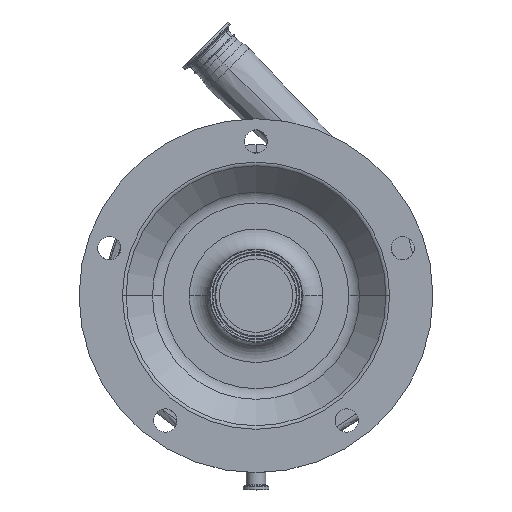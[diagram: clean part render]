
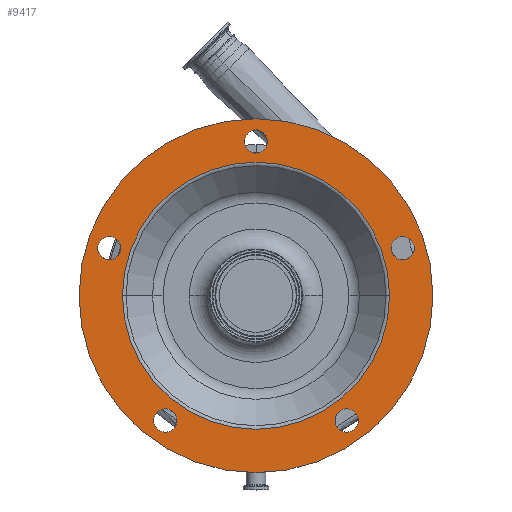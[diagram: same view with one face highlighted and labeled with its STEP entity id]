
A CAD part, top view. The second image highlights one B-rep face of the part: STEP entity #9417.
In plain terms, the highlighted planar face has unit normal (0, 0, 1).
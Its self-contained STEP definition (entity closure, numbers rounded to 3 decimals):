
#31 = CIRCLE ( 'NONE', #7298, 11.5 ) ;
#139 = VERTEX_POINT ( 'NONE', #8046 ) ;
#148 = ORIENTED_EDGE ( 'NONE', *, *, #10195, .F. ) ;
#162 = ORIENTED_EDGE ( 'NONE', *, *, #6572, .F. ) ;
#163 = ORIENTED_EDGE ( 'NONE', *, *, #12036, .F. ) ;
#337 = DIRECTION ( 'NONE',  ( 0., 0., 1. ) ) ;
#459 = EDGE_CURVE ( 'NONE', #11237, #1261, #4319, .T. ) ;
#526 = AXIS2_PLACEMENT_3D ( 'NONE', #10612, #8787, #7694 ) ;
#534 = CARTESIAN_POINT ( 'NONE',  ( 0., 0., 266.5 ) ) ;
#622 = ORIENTED_EDGE ( 'NONE', *, *, #6515, .F. ) ;
#688 = CIRCLE ( 'NONE', #11712, 11.5 ) ;
#802 = CIRCLE ( 'NONE', #10574, 132.071 ) ;
#826 = CARTESIAN_POINT ( 'NONE',  ( -101.137, -123.375, 266.5 ) ) ;
#879 = DIRECTION ( 'NONE',  ( 0., 0., 1. ) ) ;
#903 = VERTEX_POINT ( 'NONE', #8970 ) ;
#999 = EDGE_CURVE ( 'NONE', #8465, #2481, #9981, .T. ) ;
#1131 = CIRCLE ( 'NONE', #7797, 175. ) ;
#1247 = EDGE_LOOP ( 'NONE', ( #622, #162 ) ) ;
#1261 = VERTEX_POINT ( 'NONE', #6209 ) ;
#1301 = DIRECTION ( 'NONE',  ( 1., 0., 0. ) ) ;
#1559 = DIRECTION ( 'NONE',  ( -1., 0., 0. ) ) ;
#1651 = EDGE_LOOP ( 'NONE', ( #11662, #148 ) ) ;
#2084 = EDGE_CURVE ( 'NONE', #6423, #4439, #8864, .T. ) ;
#2197 = CARTESIAN_POINT ( 'NONE',  ( 0., 0., 266.5 ) ) ;
#2411 = CARTESIAN_POINT ( 'NONE',  ( 145.036, 47.125, 266.5 ) ) ;
#2478 = CIRCLE ( 'NONE', #7485, 11.5 ) ;
#2481 = VERTEX_POINT ( 'NONE', #11848 ) ;
#2510 = VERTEX_POINT ( 'NONE', #5998 ) ;
#2542 = FACE_BOUND ( 'NONE', #11549, .T. ) ;
#2693 = CARTESIAN_POINT ( 'NONE',  ( 89.637, -123.375, 266.5 ) ) ;
#2716 = EDGE_LOOP ( 'NONE', ( #4885, #2947 ) ) ;
#2742 = VERTEX_POINT ( 'NONE', #11760 ) ;
#2846 = DIRECTION ( 'NONE',  ( 0., 0., 1. ) ) ;
#2894 = CARTESIAN_POINT ( 'NONE',  ( 175., 0., 266.5 ) ) ;
#2895 = AXIS2_PLACEMENT_3D ( 'NONE', #11658, #4428, #8396 ) ;
#2947 = ORIENTED_EDGE ( 'NONE', *, *, #11376, .F. ) ;
#3125 = CIRCLE ( 'NONE', #3515, 11.5 ) ;
#3299 = DIRECTION ( 'NONE',  ( 1., 0., 0. ) ) ;
#3515 = AXIS2_PLACEMENT_3D ( 'NONE', #4340, #8071, #3299 ) ;
#3527 = DIRECTION ( 'NONE',  ( 0., 0., -1. ) ) ;
#3599 = CARTESIAN_POINT ( 'NONE',  ( -89.637, -123.375, 266.5 ) ) ;
#3718 = PLANE ( 'NONE',  #2895 ) ;
#3824 = CARTESIAN_POINT ( 'NONE',  ( 156.536, 47.125, 266.5 ) ) ;
#4067 = VERTEX_POINT ( 'NONE', #6891 ) ;
#4257 = DIRECTION ( 'NONE',  ( 1., 0., 0. ) ) ;
#4319 = CIRCLE ( 'NONE', #6620, 11.5 ) ;
#4340 = CARTESIAN_POINT ( 'NONE',  ( 0., 152.5, 266.5 ) ) ;
#4395 = DIRECTION ( 'NONE',  ( 1., 0., 0. ) ) ;
#4428 = DIRECTION ( 'NONE',  ( 0., 0., -1. ) ) ;
#4434 = DIRECTION ( 'NONE',  ( 0., 0., 1. ) ) ;
#4439 = VERTEX_POINT ( 'NONE', #826 ) ;
#4451 = DIRECTION ( 'NONE',  ( 1., 0., 0. ) ) ;
#4555 = AXIS2_PLACEMENT_3D ( 'NONE', #7499, #6512, #1559 ) ;
#4862 = DIRECTION ( 'NONE',  ( -1., 0., 0. ) ) ;
#4885 = ORIENTED_EDGE ( 'NONE', *, *, #459, .F. ) ;
#5068 = EDGE_CURVE ( 'NONE', #4067, #7900, #31, .T. ) ;
#5176 = VERTEX_POINT ( 'NONE', #12505 ) ;
#5998 = CARTESIAN_POINT ( 'NONE',  ( 101.137, -123.375, 266.5 ) ) ;
#6075 = ORIENTED_EDGE ( 'NONE', *, *, #7066, .F. ) ;
#6114 = CIRCLE ( 'NONE', #11931, 11.5 ) ;
#6209 = CARTESIAN_POINT ( 'NONE',  ( 133.536, 47.125, 266.5 ) ) ;
#6281 = CARTESIAN_POINT ( 'NONE',  ( -78.137, -123.375, 266.5 ) ) ;
#6283 = DIRECTION ( 'NONE',  ( 1., 0., 0. ) ) ;
#6373 = EDGE_LOOP ( 'NONE', ( #8665, #7839 ) ) ;
#6423 = VERTEX_POINT ( 'NONE', #6281 ) ;
#6439 = CIRCLE ( 'NONE', #12475, 11.5 ) ;
#6454 = FACE_OUTER_BOUND ( 'NONE', #6464, .T. ) ;
#6464 = EDGE_LOOP ( 'NONE', ( #7930, #6075 ) ) ;
#6512 = DIRECTION ( 'NONE',  ( 0., 0., -1. ) ) ;
#6515 = EDGE_CURVE ( 'NONE', #2510, #903, #688, .T. ) ;
#6538 = VERTEX_POINT ( 'NONE', #2894 ) ;
#6572 = EDGE_CURVE ( 'NONE', #903, #2510, #6114, .T. ) ;
#6580 = FACE_BOUND ( 'NONE', #7569, .T. ) ;
#6603 = CARTESIAN_POINT ( 'NONE',  ( 89.637, -123.375, 266.5 ) ) ;
#6620 = AXIS2_PLACEMENT_3D ( 'NONE', #2411, #4434, #1301 ) ;
#6866 = DIRECTION ( 'NONE',  ( 0., 0., 1. ) ) ;
#6869 = ORIENTED_EDGE ( 'NONE', *, *, #8938, .T. ) ;
#6891 = CARTESIAN_POINT ( 'NONE',  ( 11.5, 152.5, 266.5 ) ) ;
#7066 = EDGE_CURVE ( 'NONE', #6538, #2742, #1131, .T. ) ;
#7298 = AXIS2_PLACEMENT_3D ( 'NONE', #12263, #337, #4257 ) ;
#7485 = AXIS2_PLACEMENT_3D ( 'NONE', #7871, #2846, #10592 ) ;
#7499 = CARTESIAN_POINT ( 'NONE',  ( 0., 0., 266.5 ) ) ;
#7517 = DIRECTION ( 'NONE',  ( -1., 0., 0. ) ) ;
#7569 = EDGE_LOOP ( 'NONE', ( #6869, #11023 ) ) ;
#7694 = DIRECTION ( 'NONE',  ( 1., 0., 0. ) ) ;
#7696 = FACE_BOUND ( 'NONE', #1247, .T. ) ;
#7797 = AXIS2_PLACEMENT_3D ( 'NONE', #10766, #11747, #4862 ) ;
#7839 = ORIENTED_EDGE ( 'NONE', *, *, #999, .F. ) ;
#7843 = AXIS2_PLACEMENT_3D ( 'NONE', #3599, #9388, #4451 ) ;
#7871 = CARTESIAN_POINT ( 'NONE',  ( -145.036, 47.125, 266.5 ) ) ;
#7900 = VERTEX_POINT ( 'NONE', #12577 ) ;
#7930 = ORIENTED_EDGE ( 'NONE', *, *, #9436, .F. ) ;
#8046 = CARTESIAN_POINT ( 'NONE',  ( -132.071, 0., 266.5 ) ) ;
#8071 = DIRECTION ( 'NONE',  ( 0., 0., 1. ) ) ;
#8191 = DIRECTION ( 'NONE',  ( -1., 0., 0. ) ) ;
#8396 = DIRECTION ( 'NONE',  ( -1., 0., 0. ) ) ;
#8465 = VERTEX_POINT ( 'NONE', #12301 ) ;
#8665 = ORIENTED_EDGE ( 'NONE', *, *, #11199, .F. ) ;
#8748 = DIRECTION ( 'NONE',  ( 1., 0., 0. ) ) ;
#8787 = DIRECTION ( 'NONE',  ( 0., 0., 1. ) ) ;
#8813 = DIRECTION ( 'NONE',  ( 1., 0., 0. ) ) ;
#8864 = CIRCLE ( 'NONE', #526, 11.5 ) ;
#8938 = EDGE_CURVE ( 'NONE', #139, #5176, #802, .T. ) ;
#8970 = CARTESIAN_POINT ( 'NONE',  ( 78.137, -123.375, 266.5 ) ) ;
#9205 = DIRECTION ( 'NONE',  ( 0., 0., 1. ) ) ;
#9388 = DIRECTION ( 'NONE',  ( 0., 0., 1. ) ) ;
#9417 = ADVANCED_FACE ( 'NONE', ( #10411, #2542, #7696, #12644, #6580, #6454, #10547 ), #3718, .F. ) ;
#9436 = EDGE_CURVE ( 'NONE', #2742, #6538, #11005, .T. ) ;
#9702 = AXIS2_PLACEMENT_3D ( 'NONE', #534, #3527, #7517 ) ;
#9981 = CIRCLE ( 'NONE', #11403, 11.5 ) ;
#10195 = EDGE_CURVE ( 'NONE', #7900, #4067, #3125, .T. ) ;
#10268 = DIRECTION ( 'NONE',  ( 0., 0., -1. ) ) ;
#10411 = FACE_BOUND ( 'NONE', #6373, .T. ) ;
#10547 = FACE_BOUND ( 'NONE', #1651, .T. ) ;
#10574 = AXIS2_PLACEMENT_3D ( 'NONE', #2197, #10268, #8191 ) ;
#10592 = DIRECTION ( 'NONE',  ( 1., 0., 0. ) ) ;
#10612 = CARTESIAN_POINT ( 'NONE',  ( -89.637, -123.375, 266.5 ) ) ;
#10731 = CIRCLE ( 'NONE', #7843, 11.5 ) ;
#10766 = CARTESIAN_POINT ( 'NONE',  ( 0., 0., 266.5 ) ) ;
#11005 = CIRCLE ( 'NONE', #4555, 175. ) ;
#11023 = ORIENTED_EDGE ( 'NONE', *, *, #12089, .T. ) ;
#11199 = EDGE_CURVE ( 'NONE', #2481, #8465, #2478, .T. ) ;
#11237 = VERTEX_POINT ( 'NONE', #3824 ) ;
#11282 = CARTESIAN_POINT ( 'NONE',  ( -145.036, 47.125, 266.5 ) ) ;
#11376 = EDGE_CURVE ( 'NONE', #1261, #11237, #6439, .T. ) ;
#11403 = AXIS2_PLACEMENT_3D ( 'NONE', #11282, #9205, #6283 ) ;
#11549 = EDGE_LOOP ( 'NONE', ( #12731, #163 ) ) ;
#11658 = CARTESIAN_POINT ( 'NONE',  ( 0., 175., 266.5 ) ) ;
#11662 = ORIENTED_EDGE ( 'NONE', *, *, #5068, .F. ) ;
#11712 = AXIS2_PLACEMENT_3D ( 'NONE', #6603, #879, #8813 ) ;
#11747 = DIRECTION ( 'NONE',  ( 0., 0., -1. ) ) ;
#11760 = CARTESIAN_POINT ( 'NONE',  ( -175., 0., 266.5 ) ) ;
#11848 = CARTESIAN_POINT ( 'NONE',  ( -133.536, 47.125, 266.5 ) ) ;
#11931 = AXIS2_PLACEMENT_3D ( 'NONE', #2693, #6866, #8748 ) ;
#12036 = EDGE_CURVE ( 'NONE', #4439, #6423, #10731, .T. ) ;
#12089 = EDGE_CURVE ( 'NONE', #5176, #139, #12605, .T. ) ;
#12151 = CARTESIAN_POINT ( 'NONE',  ( 145.036, 47.125, 266.5 ) ) ;
#12263 = CARTESIAN_POINT ( 'NONE',  ( 0., 152.5, 266.5 ) ) ;
#12301 = CARTESIAN_POINT ( 'NONE',  ( -156.536, 47.125, 266.5 ) ) ;
#12475 = AXIS2_PLACEMENT_3D ( 'NONE', #12151, #12890, #4395 ) ;
#12505 = CARTESIAN_POINT ( 'NONE',  ( 132.071, 0., 266.5 ) ) ;
#12577 = CARTESIAN_POINT ( 'NONE',  ( -11.5, 152.5, 266.5 ) ) ;
#12605 = CIRCLE ( 'NONE', #9702, 132.071 ) ;
#12644 = FACE_BOUND ( 'NONE', #2716, .T. ) ;
#12731 = ORIENTED_EDGE ( 'NONE', *, *, #2084, .F. ) ;
#12890 = DIRECTION ( 'NONE',  ( 0., 0., 1. ) ) ;
